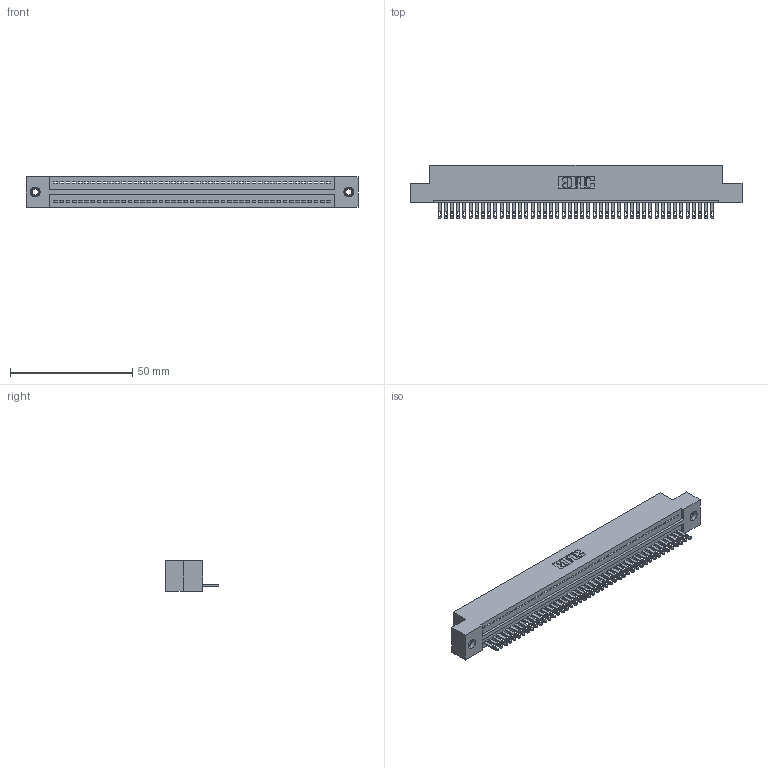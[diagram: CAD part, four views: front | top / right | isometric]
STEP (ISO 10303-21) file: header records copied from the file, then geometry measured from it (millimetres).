
FILE_DESCRIPTION (( 'STEP AP203' ), '1' );
FILE_NAME ('325-045-500-107.STEP', '2020-02-24T22:35:25', ( '' ), ( '' ), 'SwSTEP 2.0', 'SolidWorks 2016', '' );
FILE_SCHEMA (( 'CONFIG_CONTROL_DESIGN' ));
Length unit declared in the file: inch
Products named in the file (4): 325 Part_TI; 325-292-001_325-293-100; 345-250-001_345-250-005-103; 325-045-500-107
Assembly tree (48 placements, depth 2):
  325-045-500-107
    325 Part_TI
    325-292-001_325-293-100  x45
    345-250-001_345-250-005-103  x2
Bounding box: 136.02 x 21.84 x 12.45 mm (x, y, z)
Volume: 17305.4 mm3; surface area: 19089.6 mm2
Topology: 48 solids, 48 shells, 2604 faces, 8007 edges, 5330 vertices
Faces by surface type: plane 1722, cylinder 866, cone 12, torus 4
Entity records: 28238 total; most frequent: CARTESIAN_POINT 4852, ORIENTED_EDGE 4826, DIRECTION 4121, EDGE_CURVE 2413, VECTOR 2261, LINE 2261, VERTEX_POINT 1604, AXIS2_PLACEMENT_3D 930
